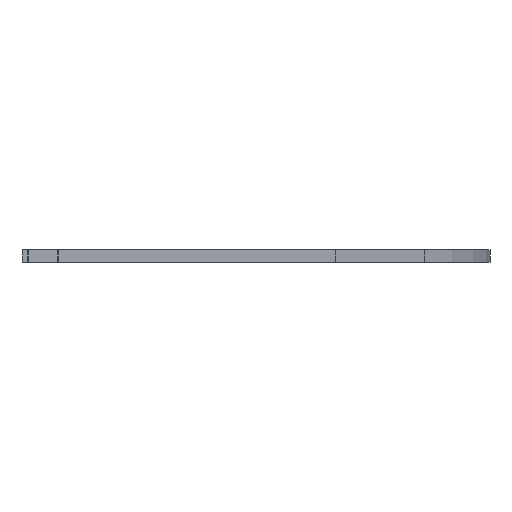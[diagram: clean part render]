
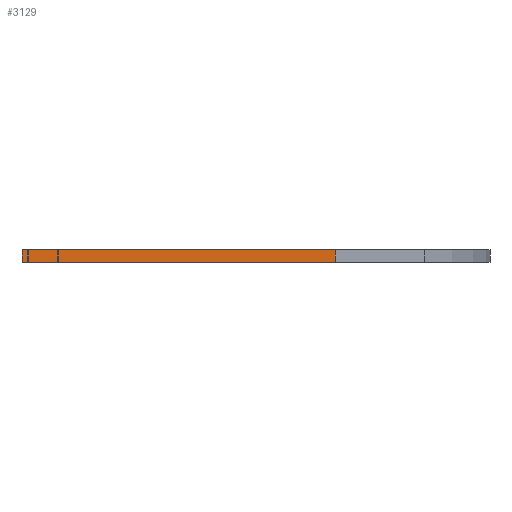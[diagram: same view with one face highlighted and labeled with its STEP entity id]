
A CAD part, left-side view. The second image highlights one B-rep face of the part: STEP entity #3129.
In plain terms, the highlighted planar face has unit normal (-1, 0, 0).
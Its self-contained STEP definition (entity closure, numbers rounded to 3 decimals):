
#162=PLANE('',#3471);
#297=FACE_OUTER_BOUND('',#531,.T.);
#531=EDGE_LOOP('',(#2810,#2811,#2812,#2813));
#577=LINE('',#4503,#844);
#674=LINE('',#4900,#941);
#730=LINE('',#5126,#997);
#808=LINE('',#5283,#1075);
#844=VECTOR('',#3552,149.065);
#941=VECTOR('',#3909,149.065);
#997=VECTOR('',#4117,10.);
#1075=VECTOR('',#4353,6.35);
#1300=VERTEX_POINT('',#4500);
#1301=VERTEX_POINT('',#4502);
#1470=VERTEX_POINT('',#4897);
#1471=VERTEX_POINT('',#4899);
#1601=EDGE_CURVE('',#1301,#1300,#577,.T.);
#1800=EDGE_CURVE('',#1470,#1471,#674,.T.);
#1914=EDGE_CURVE('',#1470,#1301,#730,.F.);
#1992=EDGE_CURVE('',#1300,#1471,#808,.T.);
#2810=ORIENTED_EDGE('',*,*,#1601,.T.);
#2811=ORIENTED_EDGE('',*,*,#1992,.T.);
#2812=ORIENTED_EDGE('',*,*,#1800,.F.);
#2813=ORIENTED_EDGE('',*,*,#1914,.T.);
#3129=ADVANCED_FACE('',(#297),#162,.F.);
#3471=AXIS2_PLACEMENT_3D('',#5282,#4351,#4352);
#3552=DIRECTION('',(0.,-1.,0.));
#3909=DIRECTION('',(0.,-1.,0.));
#4117=DIRECTION('',(0.,0.,1.));
#4351=DIRECTION('center_axis',(1.,0.,0.));
#4352=DIRECTION('ref_axis',(0.,0.,-1.));
#4353=DIRECTION('',(0.,0.,1.));
#4500=CARTESIAN_POINT('',(-450.374,-152.24,0.));
#4502=CARTESIAN_POINT('',(-450.374,11.825,0.));
#4503=CARTESIAN_POINT('',(-450.374,-3.175,0.));
#4897=CARTESIAN_POINT('',(-450.374,11.825,6.35));
#4899=CARTESIAN_POINT('',(-450.374,-152.24,6.35));
#4900=CARTESIAN_POINT('',(-450.374,-3.175,6.35));
#5126=CARTESIAN_POINT('',(-450.374,11.825,6.35));
#5282=CARTESIAN_POINT('Origin',(-450.374,-3.175,6.35));
#5283=CARTESIAN_POINT('',(-450.374,-152.24,0.));
